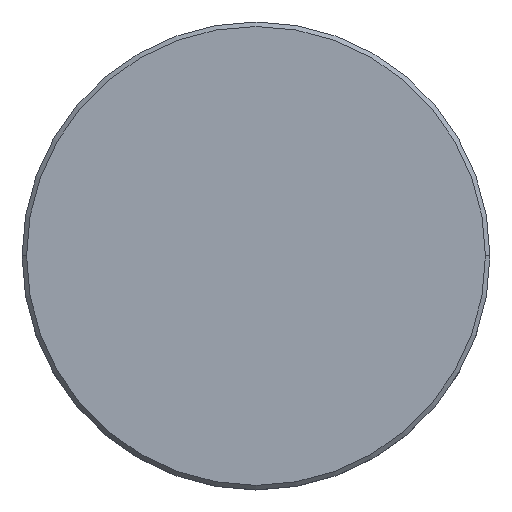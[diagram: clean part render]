
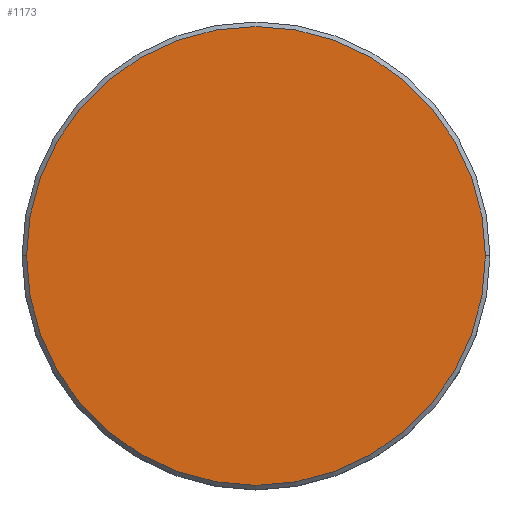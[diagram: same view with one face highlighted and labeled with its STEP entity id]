
A CAD part, top view. The second image highlights one B-rep face of the part: STEP entity #1173.
In plain terms, the highlighted planar face has unit normal (0, 0, 1).
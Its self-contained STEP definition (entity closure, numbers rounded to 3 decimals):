
#72 = CARTESIAN_POINT ( 'NONE',  ( 0., 0., 0. ) ) ;
#109 = DIRECTION ( 'NONE',  ( 0., 0., 1. ) ) ;
#218 = EDGE_CURVE ( 'NONE', #988, #299, #667, .T. ) ;
#299 = VERTEX_POINT ( 'NONE', #692 ) ;
#317 = AXIS2_PLACEMENT_3D ( 'NONE', #622, #532, #1030 ) ;
#345 = DIRECTION ( 'NONE',  ( 0., 0., 1. ) ) ;
#347 = FACE_OUTER_BOUND ( 'NONE', #610, .T. ) ;
#367 = EDGE_CURVE ( 'NONE', #299, #988, #436, .T. ) ;
#410 = ORIENTED_EDGE ( 'NONE', *, *, #218, .T. ) ;
#436 = CIRCLE ( 'NONE', #594, 25.5 ) ;
#437 = DIRECTION ( 'NONE',  ( 1., 0., 0. ) ) ;
#517 = ORIENTED_EDGE ( 'NONE', *, *, #367, .T. ) ;
#532 = DIRECTION ( 'NONE',  ( 0., 0., 1. ) ) ;
#594 = AXIS2_PLACEMENT_3D ( 'NONE', #72, #345, #437 ) ;
#610 = EDGE_LOOP ( 'NONE', ( #410, #517 ) ) ;
#622 = CARTESIAN_POINT ( 'NONE',  ( 0., 0., 0. ) ) ;
#667 = CIRCLE ( 'NONE', #844, 25.5 ) ;
#692 = CARTESIAN_POINT ( 'NONE',  ( 25.5, 0., 0. ) ) ;
#708 = PLANE ( 'NONE',  #317 ) ;
#835 = CARTESIAN_POINT ( 'NONE',  ( -25.5, 0., 0. ) ) ;
#844 = AXIS2_PLACEMENT_3D ( 'NONE', #944, #109, #946 ) ;
#944 = CARTESIAN_POINT ( 'NONE',  ( 0., 0., 0. ) ) ;
#946 = DIRECTION ( 'NONE',  ( 1., 0., 0. ) ) ;
#988 = VERTEX_POINT ( 'NONE', #835 ) ;
#1030 = DIRECTION ( 'NONE',  ( 1., 0., 0. ) ) ;
#1173 = ADVANCED_FACE ( 'NONE', ( #347 ), #708, .T. ) ;
